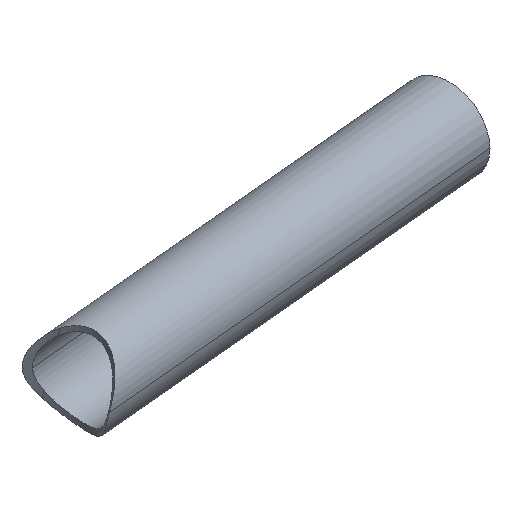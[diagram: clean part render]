
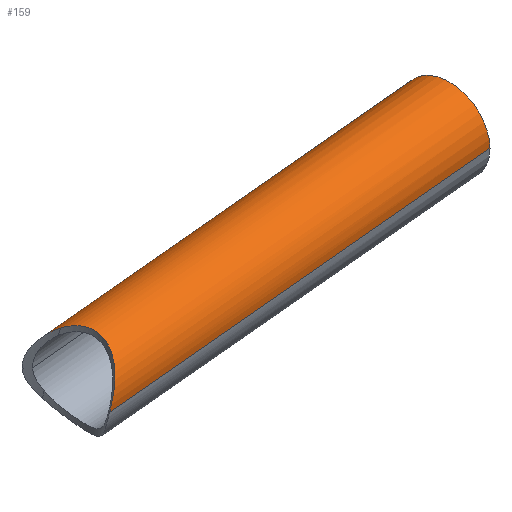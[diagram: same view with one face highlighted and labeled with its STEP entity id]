
A CAD part, isometric view. The second image highlights one B-rep face of the part: STEP entity #159.
In plain terms, the highlighted cylindrical face has radius 12.5 mm (diameter 25 mm), a partial arc.
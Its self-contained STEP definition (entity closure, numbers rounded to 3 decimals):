
#57=CARTESIAN_POINT('Axis2P3D Location',(-492.64,244.748,169.)) ;
#61=CARTESIAN_POINT('Vertex',(-493.682,257.204,169.)) ;
#63=CARTESIAN_POINT('Vertex',(-491.597,232.291,169.)) ;
#94=CARTESIAN_POINT('Axis2P3D Location',(-560.511,239.067,168.376)) ;
#99=CARTESIAN_POINT('Line Origine',(-559.469,226.611,168.376)) ;
#103=CARTESIAN_POINT('Vertex',(-618.851,221.641,167.83)) ;
#106=CARTESIAN_POINT('Line Origine',(-561.554,251.524,168.376)) ;
#110=CARTESIAN_POINT('Vertex',(-620.722,246.572,167.832)) ;
#114=CARTESIAN_POINT('Control Point',(-620.722,246.572,167.832)) ;
#115=CARTESIAN_POINT('Control Point',(-620.786,246.567,168.31)) ;
#116=CARTESIAN_POINT('Control Point',(-620.82,246.541,168.793)) ;
#117=CARTESIAN_POINT('Control Point',(-620.82,246.494,169.275)) ;
#118=CARTESIAN_POINT('Control Point',(-620.748,246.361,170.225)) ;
#119=CARTESIAN_POINT('Control Point',(-620.543,246.153,171.143)) ;
#120=CARTESIAN_POINT('Control Point',(-620.411,246.033,171.587)) ;
#121=CARTESIAN_POINT('Control Point',(-620.068,245.739,172.52)) ;
#122=CARTESIAN_POINT('Control Point',(-619.626,245.379,173.388)) ;
#123=CARTESIAN_POINT('Control Point',(-619.365,245.167,173.836)) ;
#124=CARTESIAN_POINT('Control Point',(-618.397,244.368,175.342)) ;
#125=CARTESIAN_POINT('Control Point',(-617.283,243.374,176.629)) ;
#126=CARTESIAN_POINT('Control Point',(-616.478,242.568,177.453)) ;
#127=CARTESIAN_POINT('Control Point',(-615.684,241.657,178.179)) ;
#128=CARTESIAN_POINT('Control Point',(-614.941,240.64,178.788)) ;
#129=CARTESIAN_POINT('Vertex',(-614.941,240.64,178.788)) ;
#133=CARTESIAN_POINT('Control Point',(-618.851,221.641,167.83)) ;
#134=CARTESIAN_POINT('Control Point',(-618.413,221.678,169.007)) ;
#135=CARTESIAN_POINT('Control Point',(-617.827,221.865,170.123)) ;
#136=CARTESIAN_POINT('Control Point',(-617.19,222.163,171.169)) ;
#137=CARTESIAN_POINT('Control Point',(-615.735,223.05,173.405)) ;
#138=CARTESIAN_POINT('Control Point',(-614.325,224.432,175.413)) ;
#139=CARTESIAN_POINT('Control Point',(-613.607,225.342,176.455)) ;
#140=CARTESIAN_POINT('Control Point',(-612.641,227.021,177.939)) ;
#141=CARTESIAN_POINT('Control Point',(-612.05,229.065,179.085)) ;
#142=CARTESIAN_POINT('Control Point',(-611.896,229.842,179.444)) ;
#143=CARTESIAN_POINT('Control Point',(-611.741,231.291,179.971)) ;
#144=CARTESIAN_POINT('Control Point',(-611.811,232.804,180.276)) ;
#145=CARTESIAN_POINT('Control Point',(-611.887,233.475,180.364)) ;
#146=CARTESIAN_POINT('Control Point',(-612.243,235.476,180.488)) ;
#147=CARTESIAN_POINT('Control Point',(-612.952,237.391,180.206)) ;
#148=CARTESIAN_POINT('Control Point',(-613.549,238.575,179.853)) ;
#149=CARTESIAN_POINT('Control Point',(-614.222,239.657,179.375)) ;
#150=CARTESIAN_POINT('Control Point',(-614.941,240.64,178.788)) ;
#58=DIRECTION('Axis2P3D Direction',(0.996,0.083,0.009)) ;
#95=DIRECTION('Axis2P3D Direction',(0.996,0.083,0.009)) ;
#96=DIRECTION('Axis2P3D XDirection',(-0.083,0.997,0.)) ;
#100=DIRECTION('Vector Direction',(0.996,0.083,0.009)) ;
#107=DIRECTION('Vector Direction',(0.996,0.083,0.009)) ;
#59=AXIS2_PLACEMENT_3D('Circle Axis2P3D',#57,#58,$) ;
#97=AXIS2_PLACEMENT_3D('Cylinder Axis2P3D',#94,#95,#96) ;
#153=ORIENTED_EDGE('',*,*,#105,.T.) ;
#154=ORIENTED_EDGE('',*,*,#65,.F.) ;
#155=ORIENTED_EDGE('',*,*,#112,.F.) ;
#156=ORIENTED_EDGE('',*,*,#131,.T.) ;
#157=ORIENTED_EDGE('',*,*,#151,.F.) ;
#101=VECTOR('Line Direction',#100,1.) ;
#108=VECTOR('Line Direction',#107,1.) ;
#159=ADVANCED_FACE('PartBody',(#158),#98,.T.) ;
#113=B_SPLINE_CURVE_WITH_KNOTS('',5,(#114,#115,#116,#117,#118,#119,#120,#121,#122,#123,#124,#125,#126,#127,#128),.UNSPECIFIED.,.F.,.U.,(6,3,3,3,6),(0.,3.413,6.785,10.734,20.628),.UNSPECIFIED.) ;
#132=B_SPLINE_CURVE_WITH_KNOTS('',5,(#133,#134,#135,#136,#137,#138,#139,#140,#141,#142,#143,#144,#145,#146,#147,#148,#149,#150),.UNSPECIFIED.,.F.,.U.,(6,3,3,3,3,6),(0.,8.881,19.802,25.9,30.684,40.245),.UNSPECIFIED.) ;
#60=CIRCLE('generated circle',#59,12.5) ;
#98=CYLINDRICAL_SURFACE('generated cylinder',#97,12.5) ;
#65=EDGE_CURVE('',#62,#64,#60,.T.) ;
#105=EDGE_CURVE('',#104,#64,#102,.T.) ;
#112=EDGE_CURVE('',#111,#62,#109,.T.) ;
#131=EDGE_CURVE('',#111,#130,#113,.T.) ;
#151=EDGE_CURVE('',#104,#130,#132,.T.) ;
#152=EDGE_LOOP('',(#153,#154,#155,#156,#157)) ;
#158=FACE_OUTER_BOUND('',#152,.T.) ;
#102=LINE('Line',#99,#101) ;
#109=LINE('Line',#106,#108) ;
#62=VERTEX_POINT('',#61) ;
#64=VERTEX_POINT('',#63) ;
#104=VERTEX_POINT('',#103) ;
#111=VERTEX_POINT('',#110) ;
#130=VERTEX_POINT('',#129) ;
